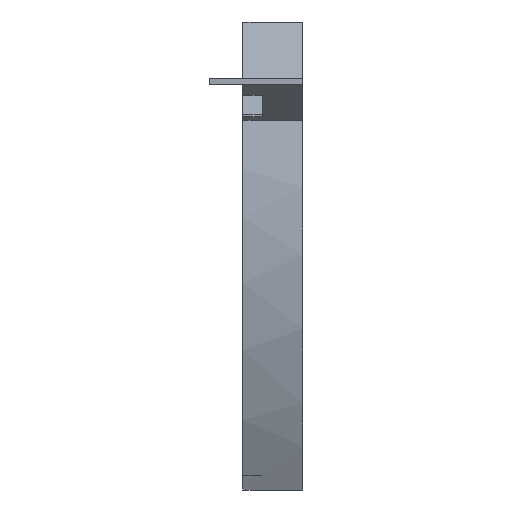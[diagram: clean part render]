
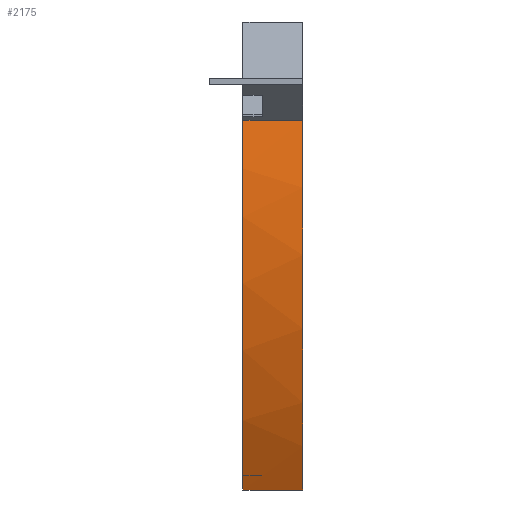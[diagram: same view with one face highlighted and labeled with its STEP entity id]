
A CAD part, left-side view. The second image highlights one B-rep face of the part: STEP entity #2175.
In plain terms, the highlighted free-form (B-spline) face has degree [2, 1] with [3, 2] control points.
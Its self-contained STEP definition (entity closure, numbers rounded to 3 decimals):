
#16=(
BOUNDED_SURFACE()
B_SPLINE_SURFACE(2,1,((#5716,#5717),(#5718,#5719),(#5720,#5721)),
 .UNSPECIFIED.,.F.,.F.,.F.)
B_SPLINE_SURFACE_WITH_KNOTS((3,3),(2,2),(-1.,0.),(0.,1.28),
 .UNSPECIFIED.)
GEOMETRIC_REPRESENTATION_ITEM()
RATIONAL_B_SPLINE_SURFACE(((1.,1.),(1.,1.),(1.,1.)))
REPRESENTATION_ITEM('')
SURFACE()
);
#22=(
BOUNDED_CURVE()
B_SPLINE_CURVE(2,(#5398,#5399,#5400),.UNSPECIFIED.,.F.,.F.)
B_SPLINE_CURVE_WITH_KNOTS((3,3),(-1.,-0.208),.UNSPECIFIED.)
CURVE()
GEOMETRIC_REPRESENTATION_ITEM()
RATIONAL_B_SPLINE_CURVE((1.,1.,1.))
REPRESENTATION_ITEM('')
);
#23=(
BOUNDED_CURVE()
B_SPLINE_CURVE(2,(#5458,#5459,#5460),.UNSPECIFIED.,.F.,.F.)
B_SPLINE_CURVE_WITH_KNOTS((3,3),(0.208,1.),.UNSPECIFIED.)
CURVE()
GEOMETRIC_REPRESENTATION_ITEM()
RATIONAL_B_SPLINE_CURVE((1.,1.,1.))
REPRESENTATION_ITEM('')
);
#173=FACE_OUTER_BOUND('',#294,.T.);
#294=EDGE_LOOP('',(#1802,#1803,#1804,#1805));
#462=B_SPLINE_CURVE_WITH_KNOTS('',3,(#5362,#5363,#5364,#5365,#5366,#5367),
 .UNSPECIFIED.,.F.,.F.,(4,2,4),(-1.28,-0.64,0.),.UNSPECIFIED.);
#647=LINE('',#5722,#790);
#790=VECTOR('',#2659,10.);
#970=VERTEX_POINT('',#5359);
#971=VERTEX_POINT('',#5361);
#981=VERTEX_POINT('',#5396);
#998=VERTEX_POINT('',#5457);
#1239=EDGE_CURVE('',#971,#970,#462,.T.);
#1253=EDGE_CURVE('',#981,#970,#22,.T.);
#1271=EDGE_CURVE('',#971,#998,#23,.T.);
#1314=EDGE_CURVE('',#998,#981,#647,.T.);
#1802=ORIENTED_EDGE('',*,*,#1239,.T.);
#1803=ORIENTED_EDGE('',*,*,#1253,.F.);
#1804=ORIENTED_EDGE('',*,*,#1314,.F.);
#1805=ORIENTED_EDGE('',*,*,#1271,.F.);
#2175=ADVANCED_FACE('',(#173),#16,.T.);
#2659=DIRECTION('',(0.,1.,0.));
#5359=CARTESIAN_POINT('',(-29.757,12.8,-20.982));
#5361=CARTESIAN_POINT('',(-29.757,0.,-20.982));
#5362=CARTESIAN_POINT('Ctrl Pts',(-29.757,0.,-20.982));
#5363=CARTESIAN_POINT('Ctrl Pts',(-29.757,2.133,-20.982));
#5364=CARTESIAN_POINT('Ctrl Pts',(-29.757,4.267,-20.982));
#5365=CARTESIAN_POINT('Ctrl Pts',(-29.757,8.533,-20.982));
#5366=CARTESIAN_POINT('Ctrl Pts',(-29.757,10.667,-20.982));
#5367=CARTESIAN_POINT('Ctrl Pts',(-29.757,12.8,-20.982));
#5396=CARTESIAN_POINT('',(-17.5,12.8,-100.));
#5398=CARTESIAN_POINT('Ctrl Pts',(-17.5,12.8,-100.));
#5399=CARTESIAN_POINT('Ctrl Pts',(-38.655,12.8,-60.8));
#5400=CARTESIAN_POINT('Ctrl Pts',(-29.757,12.8,-20.982));
#5457=CARTESIAN_POINT('',(-17.5,0.,-100.));
#5458=CARTESIAN_POINT('Ctrl Pts',(-29.757,0.,-20.982));
#5459=CARTESIAN_POINT('Ctrl Pts',(-38.655,0.,-60.8));
#5460=CARTESIAN_POINT('Ctrl Pts',(-17.5,0.,-100.));
#5716=CARTESIAN_POINT('Ctrl Pts',(-17.5,0.,-100.));
#5717=CARTESIAN_POINT('Ctrl Pts',(-17.5,12.8,-100.));
#5718=CARTESIAN_POINT('Ctrl Pts',(-44.218,0.,-50.493));
#5719=CARTESIAN_POINT('Ctrl Pts',(-44.218,12.8,-50.493));
#5720=CARTESIAN_POINT('Ctrl Pts',(-23.,0.,0.));
#5721=CARTESIAN_POINT('Ctrl Pts',(-23.,12.8,0.));
#5722=CARTESIAN_POINT('',(-17.5,0.,-100.));
